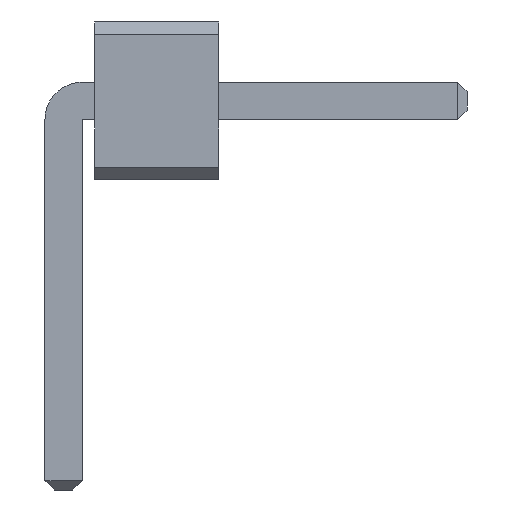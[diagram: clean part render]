
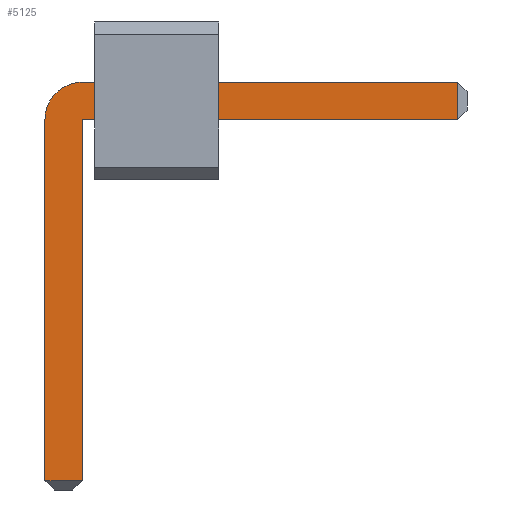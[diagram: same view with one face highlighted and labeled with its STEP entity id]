
A CAD part, front view. The second image highlights one B-rep face of the part: STEP entity #5125.
In plain terms, the highlighted planar face has unit normal (0, -1, 0).
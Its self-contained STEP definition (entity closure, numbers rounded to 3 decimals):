
#13=DIRECTION('',(0.,0.,1.));
#2335=VECTOR('',#13,1.);
#4896=DIRECTION('',(0.,0.,-1.));
#4928=VECTOR('',#4929,1.);
#4929=DIRECTION('',(1.,0.,0.));
#4935=VECTOR('',#4896,1.);
#4942=VECTOR('',#4943,1.);
#4943=DIRECTION('',(-1.,0.,0.));
#4964=DIRECTION('',(-0.,1.,0.));
#4968=DIRECTION('',(0.,1.,0.));
#4969=DIRECTION('',(0.,0.,1.));
#4976=VERTEX_POINT('',#4977);
#4977=CARTESIAN_POINT('',(0.15,-39.15,0.785));
#4979=ORIENTED_EDGE('',*,*,#4980,.T.);
#4980=EDGE_CURVE('',#4976,#4981,#4983,.T.);
#4981=VERTEX_POINT('',#4982);
#4982=CARTESIAN_POINT('',(3.175,-39.15,0.785));
#4983=LINE('',#4984,#4928);
#4984=CARTESIAN_POINT('',(-0.15,-39.15,0.785));
#5021=EDGE_CURVE('',#5022,#4976,#5024,.T.);
#5022=VERTEX_POINT('',#5023);
#5023=CARTESIAN_POINT('',(-0.15,-39.15,0.485));
#5024=CIRCLE('',#5025,0.3);
#5025=AXIS2_PLACEMENT_3D('',#5026,#4964,#4896);
#5026=CARTESIAN_POINT('',(0.15,-39.15,0.485));
#5038=VERTEX_POINT('',#5039);
#5039=CARTESIAN_POINT('',(3.175,-39.15,0.485));
#5041=ORIENTED_EDGE('',*,*,#5042,.T.);
#5042=EDGE_CURVE('',#5038,#5043,#5044,.T.);
#5043=VERTEX_POINT('',#5026);
#5044=LINE('',#5045,#4942);
#5045=CARTESIAN_POINT('',(3.25,-39.15,0.485));
#5057=VERTEX_POINT('',#5058);
#5058=CARTESIAN_POINT('',(-0.15,-39.15,-2.425));
#5060=ORIENTED_EDGE('',*,*,#5061,.T.);
#5061=EDGE_CURVE('',#5057,#5022,#5062,.T.);
#5062=LINE('',#5063,#2335);
#5063=CARTESIAN_POINT('',(-0.15,-39.15,-2.5));
#5071=ORIENTED_EDGE('',*,*,#5072,.T.);
#5072=EDGE_CURVE('',#5043,#5073,#5075,.T.);
#5073=VERTEX_POINT('',#5074);
#5074=CARTESIAN_POINT('',(0.15,-39.15,-2.425));
#5075=LINE('',#5026,#4935);
#5125=ADVANCED_FACE('',(#5126),#5135,.F.);
#5126=FACE_BOUND('',#5127,.F.);
#5127=EDGE_LOOP('',(#4979,#5128,#5041,#5071,#5131,#5060,#5134));
#5128=ORIENTED_EDGE('',*,*,#5129,.T.);
#5129=EDGE_CURVE('',#4981,#5038,#5130,.T.);
#5130=LINE('',#4982,#4935);
#5131=ORIENTED_EDGE('',*,*,#5132,.T.);
#5132=EDGE_CURVE('',#5073,#5057,#5133,.T.);
#5133=LINE('',#5074,#4942);
#5134=ORIENTED_EDGE('',*,*,#5021,.T.);
#5135=PLANE('',#5136);
#5136=AXIS2_PLACEMENT_3D('',#5137,#4968,#4969);
#5137=CARTESIAN_POINT('',(0.858,-39.15,-0.165));
